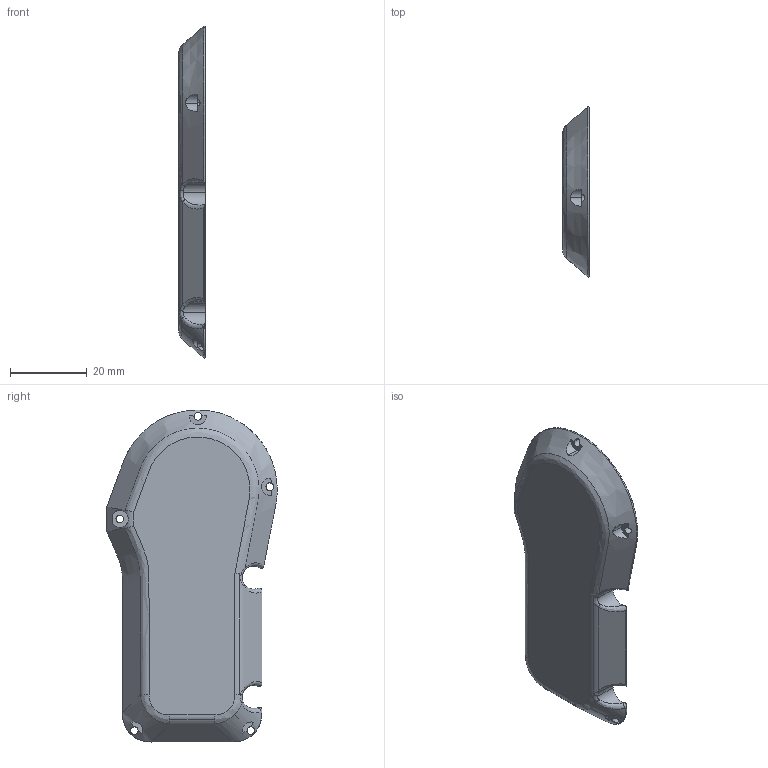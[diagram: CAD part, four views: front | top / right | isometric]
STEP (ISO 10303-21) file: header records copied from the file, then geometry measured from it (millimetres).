
FILE_DESCRIPTION (( 'STEP AP203' ), '1' );
FILE_NAME ('3D_1Joint2 & Joint3_Dummy v164 v1.STEP', '2023-12-04T13:11:31', ( '' ), ( '' ), 'SwSTEP 2.0', 'SolidWorks 2022', '' );
FILE_SCHEMA (( 'CONFIG_CONTROL_DESIGN' ));
Length unit declared in the file: millimetre
Products named in the file (1): 3D_1Joint2 & Joint3_Dummy v164 v1
Bounding box: 7 x 44.26 x 86.29 mm (x, y, z)
Volume: 12271.5 mm3; surface area: 7527.9 mm2
Topology: 1 solids, 1 shells, 96 faces, 277 edges, 182 vertices
Faces by surface type: cylinder 54, bspline 20, plane 14, torus 8
Entity records: 5303 total; most frequent: CARTESIAN_POINT 2940, ORIENTED_EDGE 554, DIRECTION 376, EDGE_CURVE 277, VERTEX_POINT 182, AXIS2_PLACEMENT_3D 155, B_SPLINE_CURVE_WITH_KNOTS 126, EDGE_LOOP 105
